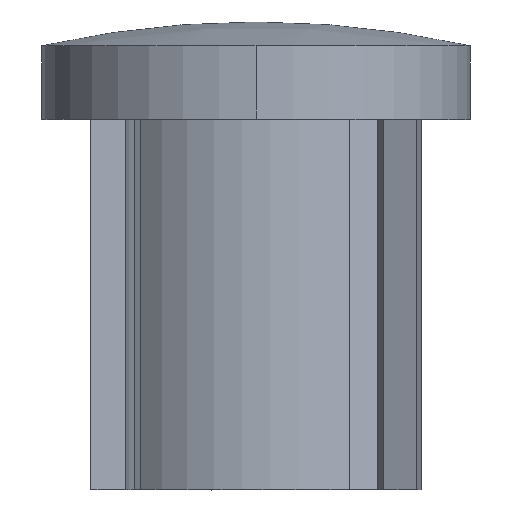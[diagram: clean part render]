
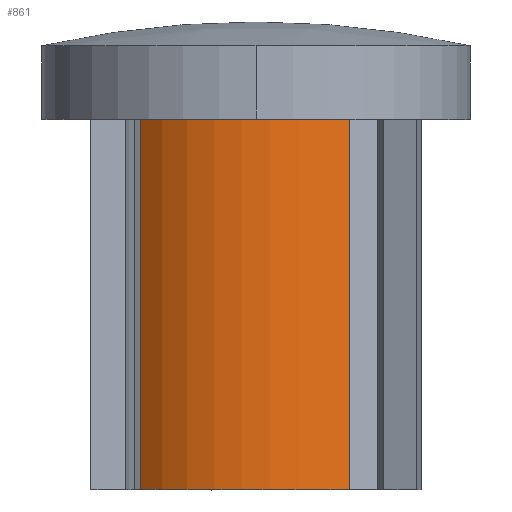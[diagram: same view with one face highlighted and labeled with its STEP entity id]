
A CAD part, top view. The second image highlights one B-rep face of the part: STEP entity #861.
In plain terms, the highlighted cylindrical face has radius 4.25 mm (diameter 8.5 mm), a partial arc.
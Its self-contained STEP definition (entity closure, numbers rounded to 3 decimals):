
#28 = FACE_OUTER_BOUND ( 'NONE', #422, .T. ) ;
#33 = DIRECTION ( 'NONE',  ( 0., 0., -1. ) ) ;
#58 = EDGE_CURVE ( 'NONE', #118, #879, #748, .T. ) ;
#73 = VECTOR ( 'NONE', #482, 1000. ) ;
#99 = VECTOR ( 'NONE', #643, 1000. ) ;
#118 = VERTEX_POINT ( 'NONE', #530 ) ;
#134 = DIRECTION ( 'NONE',  ( 0., 0., -1. ) ) ;
#179 = DIRECTION ( 'NONE',  ( 0., -1., 0. ) ) ;
#207 = CARTESIAN_POINT ( 'NONE',  ( 0., 9.5, 0. ) ) ;
#245 = CARTESIAN_POINT ( 'NONE',  ( -2.967, 0., 3.043 ) ) ;
#321 = EDGE_CURVE ( 'NONE', #395, #118, #696, .T. ) ;
#329 = AXIS2_PLACEMENT_3D ( 'NONE', #735, #453, #725 ) ;
#367 = LINE ( 'NONE', #378, #99 ) ;
#378 = CARTESIAN_POINT ( 'NONE',  ( -2.967, 15.377, 3.043 ) ) ;
#395 = VERTEX_POINT ( 'NONE', #758 ) ;
#422 = EDGE_LOOP ( 'NONE', ( #870, #634, #538, #588 ) ) ;
#453 = DIRECTION ( 'NONE',  ( 0., -1., 0. ) ) ;
#482 = DIRECTION ( 'NONE',  ( 0., -1., 0. ) ) ;
#503 = VERTEX_POINT ( 'NONE', #813 ) ;
#508 = CARTESIAN_POINT ( 'NONE',  ( 0., 0., 0. ) ) ;
#527 = CYLINDRICAL_SURFACE ( 'NONE', #577, 4.25 ) ;
#530 = CARTESIAN_POINT ( 'NONE',  ( 2.4, 0., 3.507 ) ) ;
#538 = ORIENTED_EDGE ( 'NONE', *, *, #58, .F. ) ;
#564 = CIRCLE ( 'NONE', #745, 4.25 ) ;
#577 = AXIS2_PLACEMENT_3D ( 'NONE', #508, #179, #33 ) ;
#588 = ORIENTED_EDGE ( 'NONE', *, *, #321, .F. ) ;
#634 = ORIENTED_EDGE ( 'NONE', *, *, #751, .T. ) ;
#643 = DIRECTION ( 'NONE',  ( 0., -1., 0. ) ) ;
#686 = CARTESIAN_POINT ( 'NONE',  ( 2.4, 15.456, 3.507 ) ) ;
#696 = LINE ( 'NONE', #686, #73 ) ;
#698 = EDGE_CURVE ( 'NONE', #395, #503, #564, .T. ) ;
#725 = DIRECTION ( 'NONE',  ( 0., 0., -1. ) ) ;
#735 = CARTESIAN_POINT ( 'NONE',  ( 0., 0., 0. ) ) ;
#745 = AXIS2_PLACEMENT_3D ( 'NONE', #207, #753, #134 ) ;
#748 = CIRCLE ( 'NONE', #329, 4.25 ) ;
#751 = EDGE_CURVE ( 'NONE', #503, #879, #367, .T. ) ;
#753 = DIRECTION ( 'NONE',  ( 0., -1., 0. ) ) ;
#758 = CARTESIAN_POINT ( 'NONE',  ( 2.4, 9.5, 3.507 ) ) ;
#813 = CARTESIAN_POINT ( 'NONE',  ( -2.967, 9.5, 3.043 ) ) ;
#861 = ADVANCED_FACE ( 'NONE', ( #28 ), #527, .T. ) ;
#870 = ORIENTED_EDGE ( 'NONE', *, *, #698, .T. ) ;
#879 = VERTEX_POINT ( 'NONE', #245 ) ;
